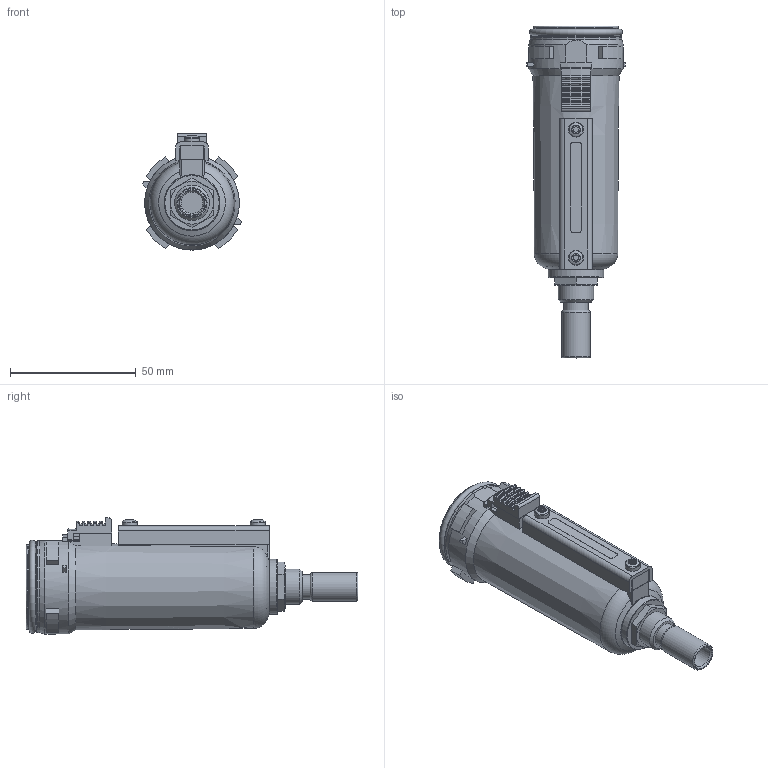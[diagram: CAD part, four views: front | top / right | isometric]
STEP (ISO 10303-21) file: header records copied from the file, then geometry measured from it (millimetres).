
FILE_DESCRIPTION( ( 'STEP AP203' ), ' ' );
FILE_NAME( '90001.0221.stp', '2017-03-10T08:43:51', ( '' ), ( '' ), ' ', 'PARTsolutions', ' ' );
FILE_SCHEMA( ( 'CONFIG_CONTROL_DESIGN' ) );
Length unit declared in the file: millimetre
Products named in the file (5): 90001.0221; _90001.0221_G; _90001.0221_A; _90001.0221_RE; _90001.0221_DIS
Assembly tree (4 placements, depth 2):
  90001.0221
    _90001.0221_G
    _90001.0221_A
    _90001.0221_RE
    _90001.0221_DIS
Bounding box: 39.23 x 132 x 46.2 mm (x, y, z)
Volume: 101267.3 mm3; surface area: 20492.6 mm2
Topology: 4 solids, 4 shells, 269 faces, 699 edges, 455 vertices
Faces by surface type: plane 139, cylinder 73, torus 36, cone 17, sphere 2, bspline 2
Full cylindrical faces by diameter (mm): 6 x2, 8.566 x1, 9.728 x1, 11.3 x1, 14 x1, 22 x1, 32.6 x2, 33.8 x1, 36.5 x1
Entity records: 8605 total; most frequent: CARTESIAN_POINT 2008, DIRECTION 1331, ORIENTED_EDGE 1318, EDGE_CURVE 659, AXIS2_PLACEMENT_3D 486, VERTEX_POINT 449, LINE 359, VECTOR 359
